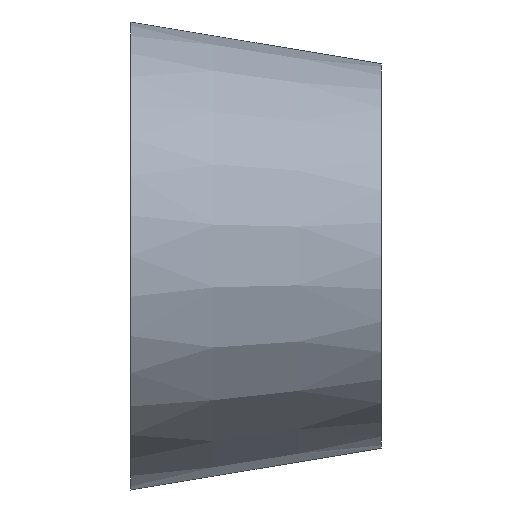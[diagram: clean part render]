
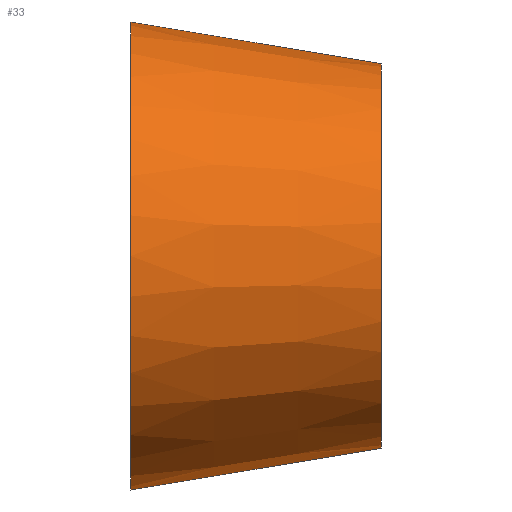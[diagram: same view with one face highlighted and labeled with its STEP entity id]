
A CAD part, front view. The second image highlights one B-rep face of the part: STEP entity #33.
In plain terms, the highlighted conical face has half-angle 9.462 degrees and reference radius 11.5 mm.
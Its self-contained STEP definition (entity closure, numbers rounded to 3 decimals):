
#2 = DIRECTION ( 'NONE',  ( 0., 0., -1. ) ) ;
#18 = CARTESIAN_POINT ( 'NONE',  ( 15., 0., 0. ) ) ;
#24 = CARTESIAN_POINT ( 'NONE',  ( 15., 0., 11.5 ) ) ;
#33 = ADVANCED_FACE ( 'NONE', ( #112 ), #230, .T. ) ;
#36 = AXIS2_PLACEMENT_3D ( 'NONE', #153, #171, #44 ) ;
#38 = ORIENTED_EDGE ( 'NONE', *, *, #107, .T. ) ;
#40 = EDGE_CURVE ( 'NONE', #127, #249, #225, .T. ) ;
#44 = DIRECTION ( 'NONE',  ( 0., 0., -1. ) ) ;
#47 = DIRECTION ( 'NONE',  ( -0.986, 0., 0.164 ) ) ;
#54 = CIRCLE ( 'NONE', #118, 14. ) ;
#55 = VERTEX_POINT ( 'NONE', #82 ) ;
#70 = VECTOR ( 'NONE', #47, 1000. ) ;
#74 = EDGE_CURVE ( 'NONE', #55, #166, #54, .T. ) ;
#82 = CARTESIAN_POINT ( 'NONE',  ( 0., 0., 14. ) ) ;
#85 = LINE ( 'NONE', #24, #70 ) ;
#92 = ORIENTED_EDGE ( 'NONE', *, *, #194, .F. ) ;
#95 = DIRECTION ( 'NONE',  ( -1., 0., 0. ) ) ;
#96 = VECTOR ( 'NONE', #98, 1000. ) ;
#98 = DIRECTION ( 'NONE',  ( -0.986, 0., -0.164 ) ) ;
#107 = EDGE_CURVE ( 'NONE', #127, #55, #85, .T. ) ;
#112 = FACE_OUTER_BOUND ( 'NONE', #245, .T. ) ;
#118 = AXIS2_PLACEMENT_3D ( 'NONE', #174, #234, #2 ) ;
#119 = CARTESIAN_POINT ( 'NONE',  ( 15., 0., 11.5 ) ) ;
#127 = VERTEX_POINT ( 'NONE', #119 ) ;
#153 = CARTESIAN_POINT ( 'NONE',  ( 15., 0., 0. ) ) ;
#166 = VERTEX_POINT ( 'NONE', #192 ) ;
#169 = DIRECTION ( 'NONE',  ( 0., 0., 1. ) ) ;
#171 = DIRECTION ( 'NONE',  ( 1., 0., 0. ) ) ;
#174 = CARTESIAN_POINT ( 'NONE',  ( 0., 0., 0. ) ) ;
#192 = CARTESIAN_POINT ( 'NONE',  ( 0., 0., -14. ) ) ;
#193 = AXIS2_PLACEMENT_3D ( 'NONE', #18, #95, #169 ) ;
#194 = EDGE_CURVE ( 'NONE', #249, #166, #233, .T. ) ;
#210 = ORIENTED_EDGE ( 'NONE', *, *, #40, .F. ) ;
#225 = CIRCLE ( 'NONE', #36, 11.5 ) ;
#228 = ORIENTED_EDGE ( 'NONE', *, *, #74, .T. ) ;
#230 = CONICAL_SURFACE ( 'NONE', #193, 11.5, 0.165 ) ;
#233 = LINE ( 'NONE', #236, #96 ) ;
#234 = DIRECTION ( 'NONE',  ( 1., 0., 0. ) ) ;
#235 = CARTESIAN_POINT ( 'NONE',  ( 15., 0., -11.5 ) ) ;
#236 = CARTESIAN_POINT ( 'NONE',  ( 15., 0., -11.5 ) ) ;
#245 = EDGE_LOOP ( 'NONE', ( #92, #210, #38, #228 ) ) ;
#249 = VERTEX_POINT ( 'NONE', #235 ) ;
